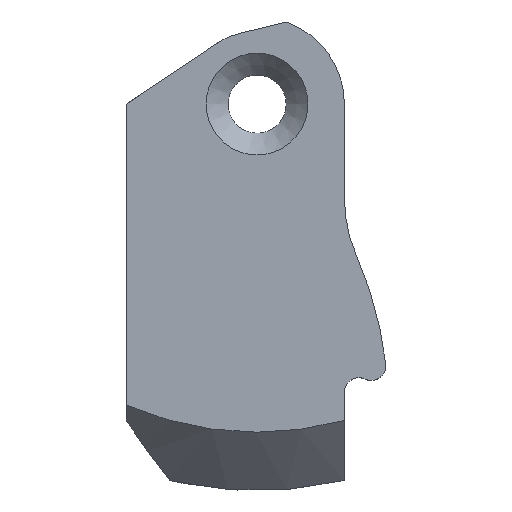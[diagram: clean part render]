
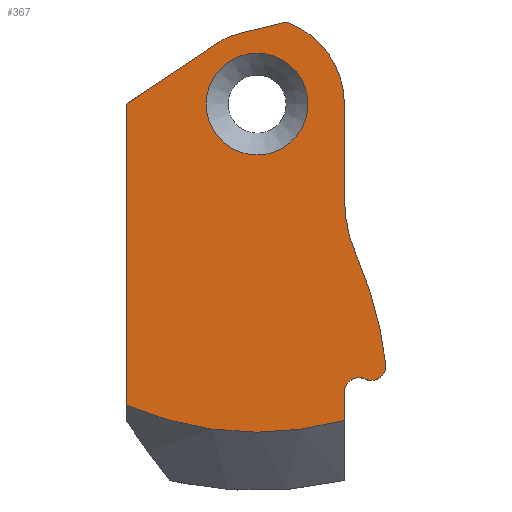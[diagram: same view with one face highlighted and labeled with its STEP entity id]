
A CAD part, top view. The second image highlights one B-rep face of the part: STEP entity #367.
In plain terms, the highlighted planar face has unit normal (0, 0, 1).
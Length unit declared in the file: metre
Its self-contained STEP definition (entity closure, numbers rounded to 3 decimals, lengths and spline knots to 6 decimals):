
#25=PLANE('',#404);
#36=LINE('',#576,#61);
#37=LINE('',#580,#62);
#38=LINE('',#582,#63);
#39=LINE('',#586,#64);
#40=LINE('',#596,#65);
#61=VECTOR('',#460,1.);
#62=VECTOR('',#463,1.);
#63=VECTOR('',#464,1.);
#64=VECTOR('',#467,1.);
#65=VECTOR('',#476,1.);
#88=ORIENTED_EDGE('',*,*,#196,.F.);
#89=ORIENTED_EDGE('',*,*,#194,.T.);
#90=ORIENTED_EDGE('',*,*,#197,.T.);
#91=ORIENTED_EDGE('',*,*,#198,.T.);
#92=ORIENTED_EDGE('',*,*,#199,.T.);
#93=ORIENTED_EDGE('',*,*,#200,.T.);
#94=ORIENTED_EDGE('',*,*,#201,.T.);
#95=ORIENTED_EDGE('',*,*,#202,.F.);
#96=ORIENTED_EDGE('',*,*,#203,.T.);
#97=ORIENTED_EDGE('',*,*,#204,.T.);
#98=ORIENTED_EDGE('',*,*,#205,.T.);
#99=ORIENTED_EDGE('',*,*,#206,.T.);
#100=ORIENTED_EDGE('',*,*,#207,.F.);
#194=EDGE_CURVE('',#249,#248,#284,.T.);
#196=EDGE_CURVE('',#250,#250,#285,.T.);
#197=EDGE_CURVE('',#248,#251,#36,.T.);
#198=EDGE_CURVE('',#251,#252,#286,.T.);
#199=EDGE_CURVE('',#252,#253,#37,.T.);
#200=EDGE_CURVE('',#253,#254,#38,.T.);
#201=EDGE_CURVE('',#254,#255,#287,.T.);
#202=EDGE_CURVE('',#256,#255,#39,.T.);
#203=EDGE_CURVE('',#256,#257,#288,.F.);
#204=EDGE_CURVE('',#257,#258,#289,.T.);
#205=EDGE_CURVE('',#258,#259,#290,.T.);
#206=EDGE_CURVE('',#259,#260,#291,.F.);
#207=EDGE_CURVE('',#249,#260,#40,.T.);
#248=VERTEX_POINT('',#569);
#249=VERTEX_POINT('',#571);
#250=VERTEX_POINT('',#575);
#251=VERTEX_POINT('',#577);
#252=VERTEX_POINT('',#579);
#253=VERTEX_POINT('',#581);
#254=VERTEX_POINT('',#583);
#255=VERTEX_POINT('',#585);
#256=VERTEX_POINT('',#587);
#257=VERTEX_POINT('',#589);
#258=VERTEX_POINT('',#591);
#259=VERTEX_POINT('',#593);
#260=VERTEX_POINT('',#595);
#284=CIRCLE('',#403,0.006);
#285=CIRCLE('',#405,0.0035);
#286=CIRCLE('',#406,0.005);
#287=CIRCLE('',#407,0.022571);
#288=CIRCLE('',#408,0.001);
#289=CIRCLE('',#409,0.001);
#290=CIRCLE('',#410,0.025373);
#291=CIRCLE('',#411,0.01);
#303=EDGE_LOOP('',(#88));
#304=EDGE_LOOP('',(#89,#90,#91,#92,#93,#94,#95,#96,#97,#98,#99,#100));
#330=FACE_BOUND('',#303,.T.);
#331=FACE_BOUND('',#304,.T.);
#367=ADVANCED_FACE('',(#330,#331),#25,.T.);
#403=AXIS2_PLACEMENT_3D('',#570,#453,#454);
#404=AXIS2_PLACEMENT_3D('',#573,#456,#457);
#405=AXIS2_PLACEMENT_3D('',#574,#458,#459);
#406=AXIS2_PLACEMENT_3D('',#578,#461,#462);
#407=AXIS2_PLACEMENT_3D('',#584,#465,#466);
#408=AXIS2_PLACEMENT_3D('',#588,#468,#469);
#409=AXIS2_PLACEMENT_3D('',#590,#470,#471);
#410=AXIS2_PLACEMENT_3D('',#592,#472,#473);
#411=AXIS2_PLACEMENT_3D('',#594,#474,#475);
#453=DIRECTION('',(0.,0.,1.));
#454=DIRECTION('',(1.,0.,0.));
#456=DIRECTION('',(0.,0.,1.));
#457=DIRECTION('',(1.,0.,0.));
#458=DIRECTION('',(0.,0.,1.));
#459=DIRECTION('',(1.,0.,0.));
#460=DIRECTION('',(-0.971,-0.238,0.));
#461=DIRECTION('',(0.,0.,1.));
#462=DIRECTION('',(1.,0.,0.));
#463=DIRECTION('',(-0.831,-0.556,0.));
#464=DIRECTION('',(0.,-1.,0.));
#465=DIRECTION('',(0.,0.,1.));
#466=DIRECTION('',(1.,0.,0.));
#467=DIRECTION('',(0.,-1.,0.));
#468=DIRECTION('',(0.,0.,1.));
#469=DIRECTION('',(1.,0.,0.));
#470=DIRECTION('',(0.,0.,1.));
#471=DIRECTION('',(1.,0.,0.));
#472=DIRECTION('',(0.,0.,1.));
#473=DIRECTION('',(1.,0.,0.));
#474=DIRECTION('',(0.,0.,1.));
#475=DIRECTION('',(1.,0.,0.));
#476=DIRECTION('',(0.,-1.,0.));
#569=CARTESIAN_POINT('',(0.046523,0.016645,0.0644));
#570=CARTESIAN_POINT('',(0.04449,0.011,0.0644));
#571=CARTESIAN_POINT('',(0.05049,0.011,0.0644));
#573=CARTESIAN_POINT('',(-0.01251,0.000715,0.0644));
#574=CARTESIAN_POINT('',(0.04449,0.011,0.0644));
#575=CARTESIAN_POINT('',(0.04799,0.011,0.0644));
#576=CARTESIAN_POINT('',(-0.012853,0.002117,0.0644));
#577=CARTESIAN_POINT('',(0.043302,0.015857,0.0644));
#578=CARTESIAN_POINT('',(0.04449,0.011,0.0644));
#579=CARTESIAN_POINT('',(0.041712,0.015157,0.0644));
#580=CARTESIAN_POINT('',(-0.002446,-0.014347,0.0644));
#581=CARTESIAN_POINT('',(0.03549,0.011,0.0644));
#582=CARTESIAN_POINT('',(0.03549,-0.0015,0.0644));
#583=CARTESIAN_POINT('',(0.03549,-0.009699,0.0644));
#584=CARTESIAN_POINT('',(0.04449,0.011,0.0644));
#585=CARTESIAN_POINT('',(0.05049,-0.010759,0.0644));
#586=CARTESIAN_POINT('',(0.05049,-0.001942,0.0644));
#587=CARTESIAN_POINT('',(0.05049,-0.008819,0.0644));
#588=CARTESIAN_POINT('',(0.05149,-0.008819,0.0644));
#589=CARTESIAN_POINT('',(0.051916,-0.007914,0.0644));
#590=CARTESIAN_POINT('',(0.052341,-0.007009,0.0644));
#591=CARTESIAN_POINT('',(0.053335,-0.006899,0.0644));
#592=CARTESIAN_POINT('',(0.028117,-0.009699,0.0644));
#593=CARTESIAN_POINT('',(0.051338,0.000527,0.0644));
#594=CARTESIAN_POINT('',(0.06049,0.004557,0.0644));
#595=CARTESIAN_POINT('',(0.05049,0.004557,0.0644));
#596=CARTESIAN_POINT('',(0.05049,-0.001942,0.0644));
